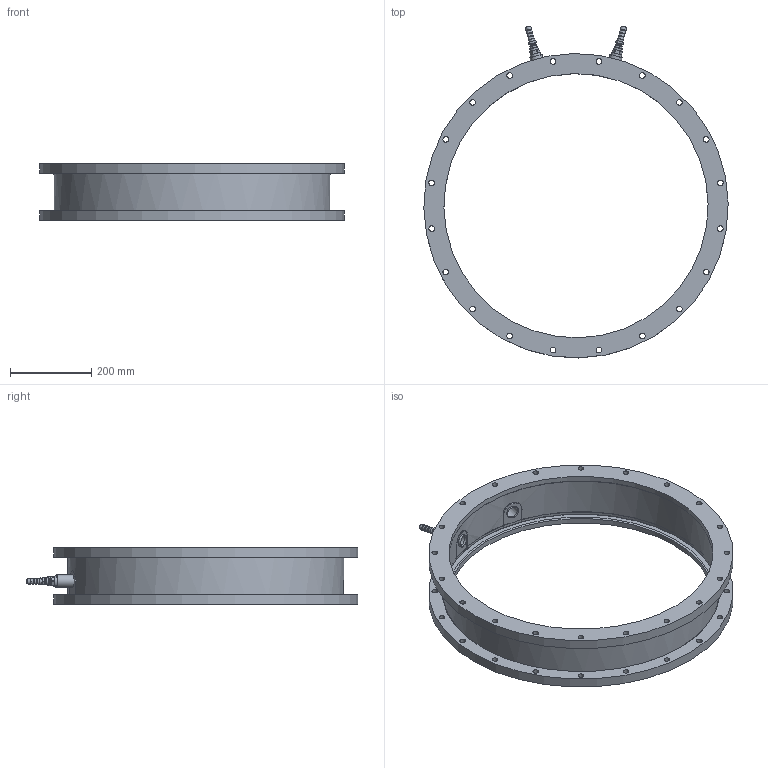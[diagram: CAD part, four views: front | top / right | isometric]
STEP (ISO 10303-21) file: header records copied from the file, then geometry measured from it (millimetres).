
FILE_DESCRIPTION(('STEP AP242'), '1');
FILE_NAME('ËÏ-630 ïîâåðõíîñòÿìè', '2024-04-01T06:59:49', (''), (''), 'C3D Converter', 'C3D Toolkit', '');
FILE_SCHEMA(('AP242_MANAGED_MODEL_BASED_3D_ENGINEERING_MIM_LF { 1 0 10303 442 1 1 4 }'));
Length unit declared in the file: millimetre
Bounding box: 749.89 x 817.79 x 140 mm (x, y, z)
Surface area: 903231.5 mm2 (no closed solid volume)
Topology: 0 solids, 13 shells, 154 faces, 413 edges, 279 vertices
Faces by surface type: cylinder 76, plane 46, cone 26, torus 6
Full cylindrical faces by diameter (mm): 9.5 x2, 14 x42, 15 x2, 17.33 x2, 21.5 x2, 25 x3, 31 x2, 651 x2, 680 x1, 682 x2, 750 x2
Entity records: 4836 total; most frequent: CARTESIAN_POINT 1023, DIRECTION 828, ORIENTED_EDGE 548, AXIS2_PLACEMENT_3D 357, EDGE_LOOP 348, EDGE_CURVE 319, VERTEX_POINT 279, CIRCLE 202
